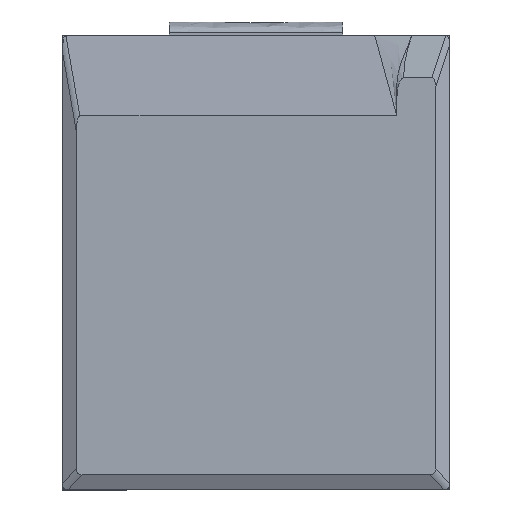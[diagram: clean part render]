
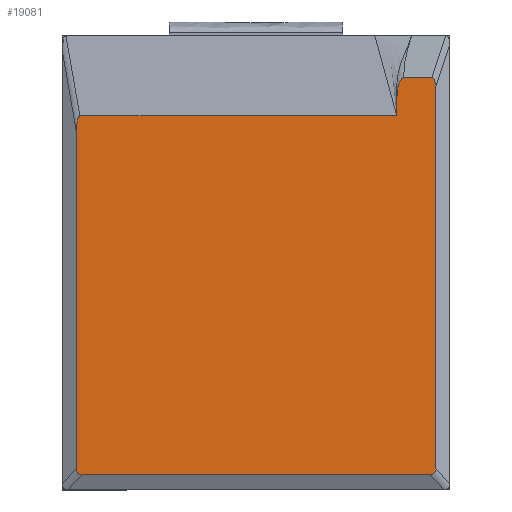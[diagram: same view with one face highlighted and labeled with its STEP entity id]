
A CAD part, top view. The second image highlights one B-rep face of the part: STEP entity #19081.
In plain terms, the highlighted face is planar.
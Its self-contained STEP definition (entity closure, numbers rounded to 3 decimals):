
#27=ELLIPSE('',#20399,10.325,1.);
#28=ELLIPSE('',#20400,2.798,1.);
#29=ELLIPSE('',#20401,2.798,1.);
#30=ELLIPSE('',#20402,5.7,1.);
#51=B_SPLINE_CURVE_WITH_KNOTS('',3,(#30836,#30837,#30838,#30839,#30840,
#30841,#30842,#30843,#30844,#30845,#30846,#30847,#30848,#30849),
 .UNSPECIFIED.,.F.,.F.,(4,2,2,2,2,2,4),(-0.167,-0.119,
-0.078,-0.034,-0.014,-0.007,
0.),.UNSPECIFIED.);
#1495=FACE_OUTER_BOUND('',#2456,.T.);
#2456=EDGE_LOOP('',(#17175,#17176,#17177,#17178,#17179,#17180,#17181,#17182,
#17183,#17184,#17185));
#4825=LINE('',#30880,#7224);
#4828=LINE('',#30886,#7227);
#4829=LINE('',#30888,#7228);
#4830=LINE('',#30892,#7229);
#4831=LINE('',#30896,#7230);
#4832=LINE('',#30900,#7231);
#7224=VECTOR('',#25288,10.);
#7227=VECTOR('',#25293,10.);
#7228=VECTOR('',#25294,10.);
#7229=VECTOR('',#25297,10.);
#7230=VECTOR('',#25300,10.);
#7231=VECTOR('',#25303,10.);
#9027=VERTEX_POINT('',#30834);
#9028=VERTEX_POINT('',#30835);
#9030=VERTEX_POINT('',#30879);
#9032=VERTEX_POINT('',#30885);
#9033=VERTEX_POINT('',#30887);
#9034=VERTEX_POINT('',#30889);
#9035=VERTEX_POINT('',#30891);
#9036=VERTEX_POINT('',#30893);
#9037=VERTEX_POINT('',#30895);
#9038=VERTEX_POINT('',#30897);
#9039=VERTEX_POINT('',#30899);
#11752=EDGE_CURVE('',#9027,#9028,#51,.T.);
#11755=EDGE_CURVE('',#9028,#9030,#4825,.T.);
#11758=EDGE_CURVE('',#9032,#9027,#4828,.T.);
#11759=EDGE_CURVE('',#9033,#9032,#4829,.T.);
#11760=EDGE_CURVE('',#9034,#9033,#27,.T.);
#11761=EDGE_CURVE('',#9035,#9034,#4830,.T.);
#11762=EDGE_CURVE('',#9036,#9035,#28,.T.);
#11763=EDGE_CURVE('',#9037,#9036,#4831,.T.);
#11764=EDGE_CURVE('',#9038,#9037,#29,.T.);
#11765=EDGE_CURVE('',#9039,#9038,#4832,.T.);
#11766=EDGE_CURVE('',#9030,#9039,#30,.T.);
#17175=ORIENTED_EDGE('',*,*,#11752,.F.);
#17176=ORIENTED_EDGE('',*,*,#11758,.F.);
#17177=ORIENTED_EDGE('',*,*,#11759,.F.);
#17178=ORIENTED_EDGE('',*,*,#11760,.F.);
#17179=ORIENTED_EDGE('',*,*,#11761,.F.);
#17180=ORIENTED_EDGE('',*,*,#11762,.F.);
#17181=ORIENTED_EDGE('',*,*,#11763,.F.);
#17182=ORIENTED_EDGE('',*,*,#11764,.F.);
#17183=ORIENTED_EDGE('',*,*,#11765,.F.);
#17184=ORIENTED_EDGE('',*,*,#11766,.F.);
#17185=ORIENTED_EDGE('',*,*,#11755,.F.);
#18135=PLANE('',#20398);
#19081=ADVANCED_FACE('',(#1495),#18135,.T.);
#20398=AXIS2_PLACEMENT_3D('',#30884,#25291,#25292);
#20399=AXIS2_PLACEMENT_3D('',#30890,#25295,#25296);
#20400=AXIS2_PLACEMENT_3D('',#30894,#25298,#25299);
#20401=AXIS2_PLACEMENT_3D('',#30898,#25301,#25302);
#20402=AXIS2_PLACEMENT_3D('',#30901,#25304,#25305);
#25288=DIRECTION('',(-1.,0.,0.));
#25291=DIRECTION('center_axis',(0.,1.,0.));
#25292=DIRECTION('ref_axis',(0.,0.,
1.));
#25293=DIRECTION('',(0.,0.,1.));
#25294=DIRECTION('',(-1.,0.,0.));
#25295=DIRECTION('center_axis',(0.,-1.,0.));
#25296=DIRECTION('ref_axis',(0.172,0.,0.985));
#25297=DIRECTION('',(0.,0.,1.));
#25298=DIRECTION('center_axis',(0.,-1.,0.));
#25299=DIRECTION('ref_axis',(0.677,0.,-0.736));
#25300=DIRECTION('',(1.,0.,0.));
#25301=DIRECTION('center_axis',(0.,-1.,0.));
#25302=DIRECTION('ref_axis',(-0.677,0.,-0.736));
#25303=DIRECTION('',(0.,0.,-1.));
#25304=DIRECTION('center_axis',(0.,-1.,0.));
#25305=DIRECTION('ref_axis',(-0.315,0.,0.949));
#30834=CARTESIAN_POINT('',(-11.566,3.33,11.203));
#30835=CARTESIAN_POINT('',(-12.14,3.33,13.064));
#30836=CARTESIAN_POINT('Ctrl Pts',(-11.566,3.33,11.203));
#30837=CARTESIAN_POINT('Ctrl Pts',(-11.566,3.33,11.424));
#30838=CARTESIAN_POINT('Ctrl Pts',(-11.576,3.33,11.648));
#30839=CARTESIAN_POINT('Ctrl Pts',(-11.62,3.33,12.051));
#30840=CARTESIAN_POINT('Ctrl Pts',(-11.652,3.33,12.24));
#30841=CARTESIAN_POINT('Ctrl Pts',(-11.75,3.33,12.608));
#30842=CARTESIAN_POINT('Ctrl Pts',(-11.812,3.33,12.76));
#30843=CARTESIAN_POINT('Ctrl Pts',(-11.913,3.33,12.919));
#30844=CARTESIAN_POINT('Ctrl Pts',(-11.957,3.33,12.979));
#30845=CARTESIAN_POINT('Ctrl Pts',(-12.032,3.33,13.032));
#30846=CARTESIAN_POINT('Ctrl Pts',(-12.053,3.33,13.044));
#30847=CARTESIAN_POINT('Ctrl Pts',(-12.097,3.33,13.06));
#30848=CARTESIAN_POINT('Ctrl Pts',(-12.118,3.33,13.064));
#30849=CARTESIAN_POINT('Ctrl Pts',(-12.14,3.33,13.064));
#30879=CARTESIAN_POINT('',(-14.457,3.33,13.064));
#30880=CARTESIAN_POINT('',(-11.566,3.33,13.064));
#30884=CARTESIAN_POINT('Origin',(-0.661,3.33,-3.906));
#30885=CARTESIAN_POINT('',(-11.566,3.33,9.945));
#30886=CARTESIAN_POINT('',(-11.566,3.33,9.945));
#30887=CARTESIAN_POINT('',(14.478,3.33,9.945));
#30888=CARTESIAN_POINT('',(-14.75,3.33,9.945));
#30889=CARTESIAN_POINT('',(14.75,3.33,8.585));
#30890=CARTESIAN_POINT('Origin',(12.718,3.33,-0.227));
#30891=CARTESIAN_POINT('',(14.75,3.33,-19.062));
#30892=CARTESIAN_POINT('',(14.75,3.33,9.945));
#30893=CARTESIAN_POINT('',(14.287,3.33,-19.555));
#30894=CARTESIAN_POINT('Origin',(12.718,3.33,-17.387));
#30895=CARTESIAN_POINT('',(-14.287,3.33,-19.555));
#30896=CARTESIAN_POINT('',(14.75,3.33,-19.555));
#30897=CARTESIAN_POINT('',(-14.75,3.33,-19.062));
#30898=CARTESIAN_POINT('Origin',(-12.718,3.33,-17.387));
#30899=CARTESIAN_POINT('',(-14.75,3.33,12.281));
#30900=CARTESIAN_POINT('',(-14.75,3.33,13.064));
#30901=CARTESIAN_POINT('Origin',(-12.718,3.33,7.645));
